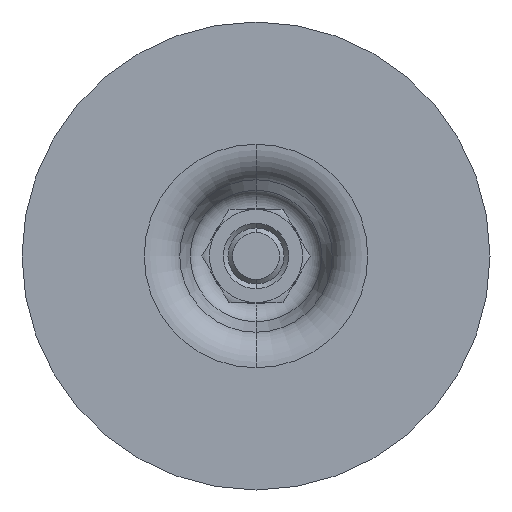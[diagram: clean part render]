
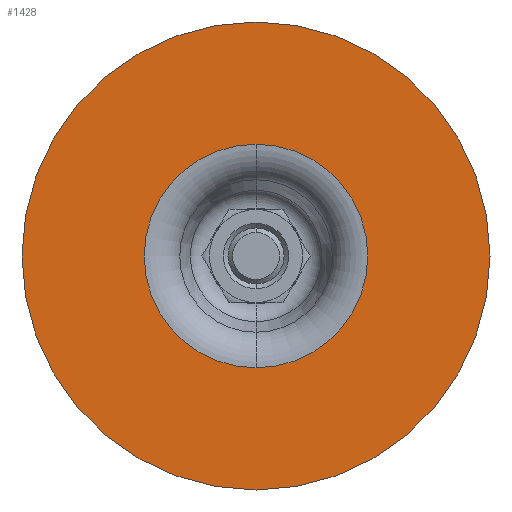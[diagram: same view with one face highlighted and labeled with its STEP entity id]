
A CAD part, front view. The second image highlights one B-rep face of the part: STEP entity #1428.
In plain terms, the highlighted planar face has unit normal (0, -1, 0).
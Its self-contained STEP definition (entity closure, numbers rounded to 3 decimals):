
#27 = DIRECTION ( 'NONE',  ( 0., 0., -1. ) ) ;
#292 = DIRECTION ( 'NONE',  ( 0., 0., -1. ) ) ;
#302 = EDGE_CURVE ( 'NONE', #2849, #2893, #447, .T. ) ;
#369 = FACE_OUTER_BOUND ( 'NONE', #1487, .T. ) ;
#376 = DIRECTION ( 'NONE',  ( 0., -1., 0. ) ) ;
#434 = AXIS2_PLACEMENT_3D ( 'NONE', #1265, #931, #584 ) ;
#440 = CIRCLE ( 'NONE', #1771, 11.942 ) ;
#447 = CIRCLE ( 'NONE', #996, 11.942 ) ;
#459 = CARTESIAN_POINT ( 'NONE',  ( 0., 0., -11.942 ) ) ;
#508 = DIRECTION ( 'NONE',  ( 0., 0., -1. ) ) ;
#584 = DIRECTION ( 'NONE',  ( 0., 0., -1. ) ) ;
#625 = DIRECTION ( 'NONE',  ( 0., -1., 0. ) ) ;
#642 = CARTESIAN_POINT ( 'NONE',  ( 0., 0., 25. ) ) ;
#695 = CARTESIAN_POINT ( 'NONE',  ( 25., 0., 0. ) ) ;
#856 = DIRECTION ( 'NONE',  ( 0., -1., 0. ) ) ;
#886 = CARTESIAN_POINT ( 'NONE',  ( 0., 0., 11.942 ) ) ;
#931 = DIRECTION ( 'NONE',  ( 0., -1., 0. ) ) ;
#935 = ORIENTED_EDGE ( 'NONE', *, *, #2907, .F. ) ;
#954 = VERTEX_POINT ( 'NONE', #2666 ) ;
#969 = CARTESIAN_POINT ( 'NONE',  ( 0., 0., 0. ) ) ;
#996 = AXIS2_PLACEMENT_3D ( 'NONE', #1195, #856, #508 ) ;
#1003 = VERTEX_POINT ( 'NONE', #642 ) ;
#1032 = CIRCLE ( 'NONE', #2943, 25. ) ;
#1047 = PLANE ( 'NONE',  #1962 ) ;
#1195 = CARTESIAN_POINT ( 'NONE',  ( 0., 0., 0. ) ) ;
#1265 = CARTESIAN_POINT ( 'NONE',  ( 0., 0., 0. ) ) ;
#1428 = ADVANCED_FACE ( 'NONE', ( #369, #2491 ), #1047, .T. ) ;
#1487 = EDGE_LOOP ( 'NONE', ( #2278, #1568 ) ) ;
#1568 = ORIENTED_EDGE ( 'NONE', *, *, #1797, .T. ) ;
#1771 = AXIS2_PLACEMENT_3D ( 'NONE', #2667, #2332, #1991 ) ;
#1797 = EDGE_CURVE ( 'NONE', #1003, #954, #1032, .T. ) ;
#1962 = AXIS2_PLACEMENT_3D ( 'NONE', #695, #376, #27 ) ;
#1976 = EDGE_LOOP ( 'NONE', ( #935, #2422 ) ) ;
#1991 = DIRECTION ( 'NONE',  ( 0., 0., -1. ) ) ;
#2035 = EDGE_CURVE ( 'NONE', #954, #1003, #2790, .T. ) ;
#2278 = ORIENTED_EDGE ( 'NONE', *, *, #2035, .T. ) ;
#2332 = DIRECTION ( 'NONE',  ( 0., -1., 0. ) ) ;
#2422 = ORIENTED_EDGE ( 'NONE', *, *, #302, .F. ) ;
#2491 = FACE_BOUND ( 'NONE', #1976, .T. ) ;
#2666 = CARTESIAN_POINT ( 'NONE',  ( 0., 0., -25. ) ) ;
#2667 = CARTESIAN_POINT ( 'NONE',  ( 0., 0., 0. ) ) ;
#2790 = CIRCLE ( 'NONE', #434, 25. ) ;
#2849 = VERTEX_POINT ( 'NONE', #886 ) ;
#2893 = VERTEX_POINT ( 'NONE', #459 ) ;
#2907 = EDGE_CURVE ( 'NONE', #2893, #2849, #440, .T. ) ;
#2943 = AXIS2_PLACEMENT_3D ( 'NONE', #969, #625, #292 ) ;
